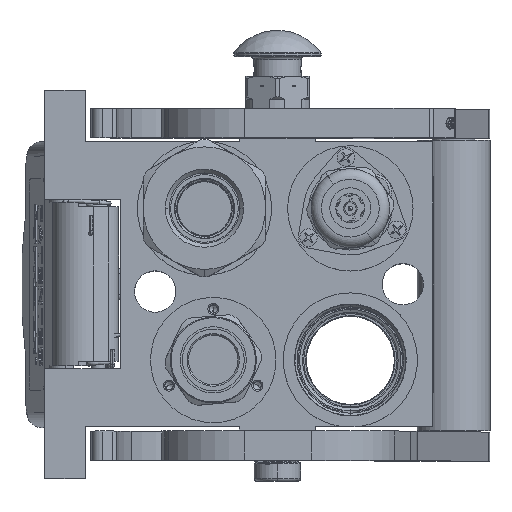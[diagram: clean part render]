
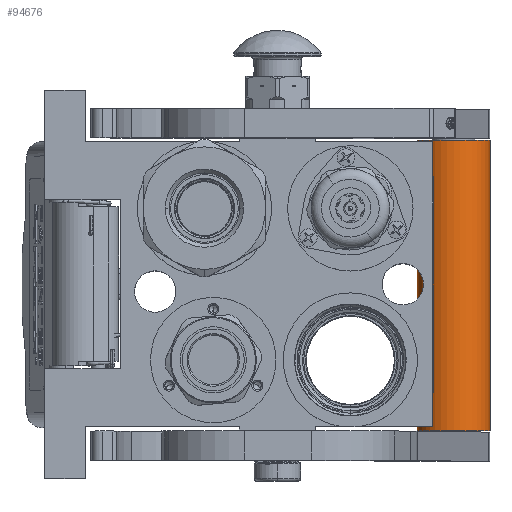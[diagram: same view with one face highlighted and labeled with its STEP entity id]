
A CAD part, top view. The second image highlights one B-rep face of the part: STEP entity #94676.
In plain terms, the highlighted cylindrical face has radius 12.5 mm (diameter 25 mm), a partial arc.
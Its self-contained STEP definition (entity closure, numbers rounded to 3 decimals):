
#1919 = CARTESIAN_POINT ( 'NONE',  ( 5.25, -12.5, 0. ) ) ;
#2402 = EDGE_CURVE ( 'NONE', #31775, #93081, #69867, .T. ) ;
#15504 = VERTEX_POINT ( 'NONE', #54355 ) ;
#24715 = CARTESIAN_POINT ( 'NONE',  ( 0., 0., 0. ) ) ;
#26474 = CARTESIAN_POINT ( 'NONE',  ( -94.25, 0., 0. ) ) ;
#29971 = ORIENTED_EDGE ( 'NONE', *, *, #43953, .F. ) ;
#31775 = VERTEX_POINT ( 'NONE', #91375 ) ;
#33123 = CARTESIAN_POINT ( 'NONE',  ( 5.25, -12.5, 0. ) ) ;
#34702 = CIRCLE ( 'NONE', #40033, 12.5 ) ;
#36640 = VECTOR ( 'NONE', #150230, 1000. ) ;
#39380 = DIRECTION ( 'NONE',  ( -1., 0., 0. ) ) ;
#40033 = AXIS2_PLACEMENT_3D ( 'NONE', #26474, #39380, #62096 ) ;
#43953 = EDGE_CURVE ( 'NONE', #86567, #15504, #34702, .T. ) ;
#50062 = AXIS2_PLACEMENT_3D ( 'NONE', #145063, #119692, #107748 ) ;
#54355 = CARTESIAN_POINT ( 'NONE',  ( -94.25, -12.5, 0. ) ) ;
#57376 = EDGE_CURVE ( 'NONE', #93081, #15504, #57936, .T. ) ;
#57936 = LINE ( 'NONE', #1919, #36640 ) ;
#62096 = DIRECTION ( 'NONE',  ( 0., 1., 0. ) ) ;
#65084 = CYLINDRICAL_SURFACE ( 'NONE', #78623, 12.5 ) ;
#69867 = CIRCLE ( 'NONE', #50062, 12.5 ) ;
#78623 = AXIS2_PLACEMENT_3D ( 'NONE', #24715, #137422, #88250 ) ;
#80036 = ORIENTED_EDGE ( 'NONE', *, *, #2402, .T. ) ;
#86567 = VERTEX_POINT ( 'NONE', #159128 ) ;
#87007 = LINE ( 'NONE', #94681, #112050 ) ;
#88250 = DIRECTION ( 'NONE',  ( 0., -1., 0. ) ) ;
#89942 = EDGE_CURVE ( 'NONE', #31775, #86567, #87007, .T. ) ;
#91375 = CARTESIAN_POINT ( 'NONE',  ( 5.25, 12.5, 0. ) ) ;
#93081 = VERTEX_POINT ( 'NONE', #33123 ) ;
#94676 = ADVANCED_FACE ( 'NONE', ( #132788 ), #65084, .T. ) ;
#94681 = CARTESIAN_POINT ( 'NONE',  ( 5.25, 12.5, 0. ) ) ;
#104954 = ORIENTED_EDGE ( 'NONE', *, *, #89942, .F. ) ;
#107748 = DIRECTION ( 'NONE',  ( 0., 1., 0. ) ) ;
#112050 = VECTOR ( 'NONE', #144375, 1000. ) ;
#119692 = DIRECTION ( 'NONE',  ( -1., 0., 0. ) ) ;
#126612 = EDGE_LOOP ( 'NONE', ( #80036, #146699, #29971, #104954 ) ) ;
#132788 = FACE_OUTER_BOUND ( 'NONE', #126612, .T. ) ;
#137422 = DIRECTION ( 'NONE',  ( -1., 0., 0. ) ) ;
#144375 = DIRECTION ( 'NONE',  ( -1., 0., 0. ) ) ;
#145063 = CARTESIAN_POINT ( 'NONE',  ( 5.25, 0., 0. ) ) ;
#146699 = ORIENTED_EDGE ( 'NONE', *, *, #57376, .T. ) ;
#150230 = DIRECTION ( 'NONE',  ( -1., 0., 0. ) ) ;
#159128 = CARTESIAN_POINT ( 'NONE',  ( -94.25, 12.5, 0. ) ) ;
